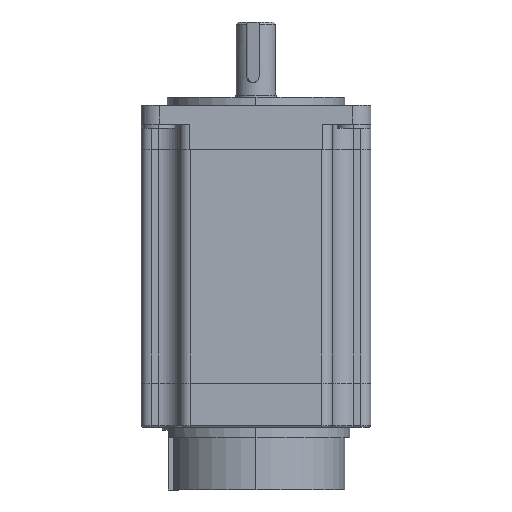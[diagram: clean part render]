
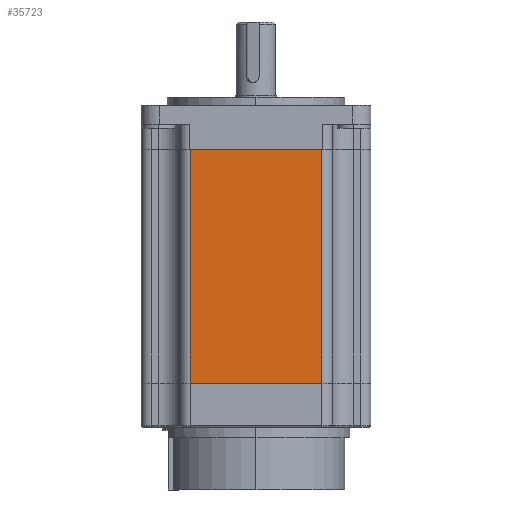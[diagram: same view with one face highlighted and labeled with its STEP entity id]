
A CAD part, left-side view. The second image highlights one B-rep face of the part: STEP entity #35723.
In plain terms, the highlighted planar face has unit normal (-1, 0, 0).
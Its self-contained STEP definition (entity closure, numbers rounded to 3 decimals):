
#171 = ORIENTED_EDGE ( 'NONE', *, *, #4029, .T. ) ;
#437 = DIRECTION ( 'NONE',  ( 0., -1., 0. ) ) ;
#793 = ORIENTED_EDGE ( 'NONE', *, *, #10201, .T. ) ;
#1555 = CARTESIAN_POINT ( 'NONE',  ( -55., -31.483, 112. ) ) ;
#4029 = EDGE_CURVE ( 'NONE', #20827, #15588, #27874, .T. ) ;
#7771 = LINE ( 'NONE', #9492, #30798 ) ;
#9123 = VERTEX_POINT ( 'NONE', #15093 ) ;
#9492 = CARTESIAN_POINT ( 'NONE',  ( -55., -31.483, 112. ) ) ;
#10129 = DIRECTION ( 'NONE',  ( 0., 0., -1. ) ) ;
#10201 = EDGE_CURVE ( 'NONE', #9123, #20827, #29666, .T. ) ;
#12231 = FACE_OUTER_BOUND ( 'NONE', #21753, .T. ) ;
#13948 = DIRECTION ( 'NONE',  ( 0., -1., 0. ) ) ;
#15093 = CARTESIAN_POINT ( 'NONE',  ( -55., 31.483, 112. ) ) ;
#15588 = VERTEX_POINT ( 'NONE', #31507 ) ;
#18255 = ORIENTED_EDGE ( 'NONE', *, *, #32688, .F. ) ;
#18395 = EDGE_CURVE ( 'NONE', #9123, #26129, #7771, .T. ) ;
#18750 = CARTESIAN_POINT ( 'NONE',  ( -55., 31.483, 0. ) ) ;
#19173 = AXIS2_PLACEMENT_3D ( 'NONE', #23709, #38679, #29742 ) ;
#19972 = CARTESIAN_POINT ( 'NONE',  ( -55., -31.483, 0. ) ) ;
#20827 = VERTEX_POINT ( 'NONE', #18750 ) ;
#21753 = EDGE_LOOP ( 'NONE', ( #171, #18255, #34247, #793 ) ) ;
#22066 = CARTESIAN_POINT ( 'NONE',  ( -55., 31.483, 112. ) ) ;
#23709 = CARTESIAN_POINT ( 'NONE',  ( -55., -31.483, 112. ) ) ;
#25581 = DIRECTION ( 'NONE',  ( 0., 0., -1. ) ) ;
#26129 = VERTEX_POINT ( 'NONE', #34970 ) ;
#26727 = PLANE ( 'NONE',  #19173 ) ;
#27874 = LINE ( 'NONE', #19972, #33031 ) ;
#28734 = VECTOR ( 'NONE', #10129, 1000. ) ;
#29666 = LINE ( 'NONE', #22066, #28734 ) ;
#29742 = DIRECTION ( 'NONE',  ( 0., 1., 0. ) ) ;
#30798 = VECTOR ( 'NONE', #437, 1000. ) ;
#31507 = CARTESIAN_POINT ( 'NONE',  ( -55., -31.483, 0. ) ) ;
#32688 = EDGE_CURVE ( 'NONE', #26129, #15588, #36428, .T. ) ;
#33031 = VECTOR ( 'NONE', #13948, 1000. ) ;
#34247 = ORIENTED_EDGE ( 'NONE', *, *, #18395, .F. ) ;
#34970 = CARTESIAN_POINT ( 'NONE',  ( -55., -31.483, 112. ) ) ;
#35498 = VECTOR ( 'NONE', #25581, 1000. ) ;
#35723 = ADVANCED_FACE ( 'NONE', ( #12231 ), #26727, .F. ) ;
#36428 = LINE ( 'NONE', #1555, #35498 ) ;
#38679 = DIRECTION ( 'NONE',  ( 1., 0., 0. ) ) ;
